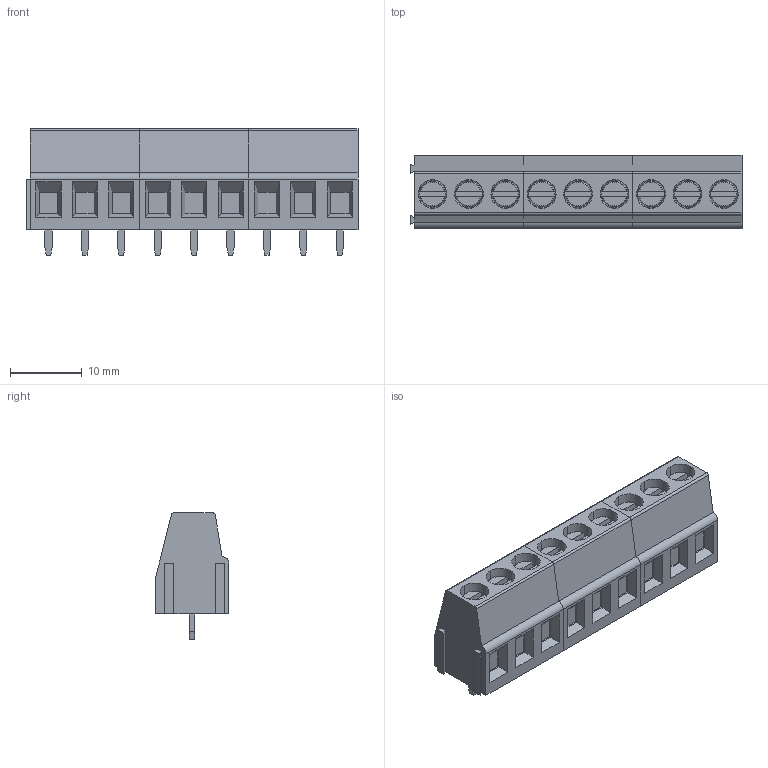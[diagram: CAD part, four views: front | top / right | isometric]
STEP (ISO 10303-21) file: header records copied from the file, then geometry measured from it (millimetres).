
FILE_DESCRIPTION(('FreeCAD Model'),'2;1');
FILE_NAME('Open CASCADE Shape Model','2024-11-06T20:35:17',(''),(''), 'Open CASCADE STEP processor 7.6','FreeCAD','Unknown');
FILE_SCHEMA(('AUTOMOTIVE_DESIGN { 1 0 10303 214 1 1 1 1 }'));
Length unit declared in the file: millimetre
Products named in the file (1): CUI_DEVICES_TB004-508-09BE
Bounding box: 46.32 x 10.2 x 17.6 mm (x, y, z)
Volume: 5386.9 mm3; surface area: 3229.6 mm2
Topology: 1 solids, 1 shells, 369 faces, 895 edges, 555 vertices
Faces by surface type: plane 261, torus 45, cone 36, cylinder 27
Entity records: 13717 total; most frequent: CARTESIAN_POINT 2504, ORIENTED_EDGE 1790, DIRECTION 1755, EDGE_CURVE 895, LINE 631, VECTOR 631, AXIS2_PLACEMENT_3D 562, VERTEX_POINT 555
